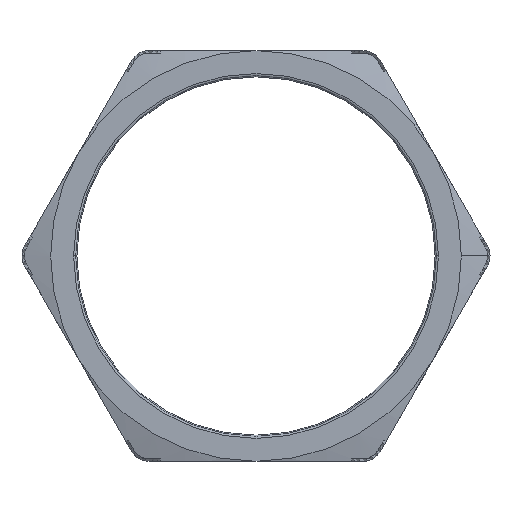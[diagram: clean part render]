
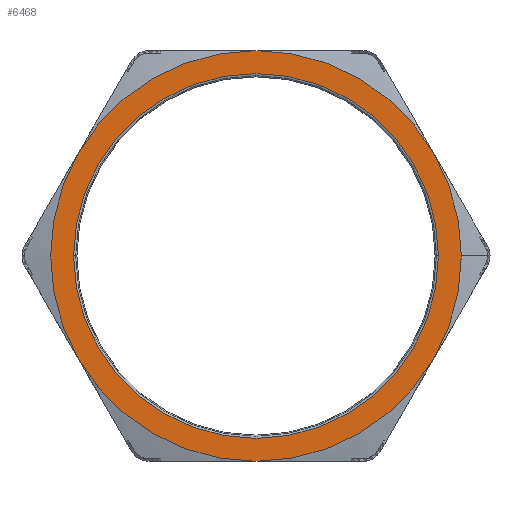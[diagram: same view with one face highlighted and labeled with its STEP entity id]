
A CAD part, top view. The second image highlights one B-rep face of the part: STEP entity #6468.
In plain terms, the highlighted planar face has unit normal (0, 0, 1).
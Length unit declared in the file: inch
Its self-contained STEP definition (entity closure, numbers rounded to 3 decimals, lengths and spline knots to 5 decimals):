
#8 = ORIENTED_EDGE ( 'NONE', *, *, #2024, .F. ) ;
#9 = EDGE_CURVE ( 'NONE', #1959, #63, #2313, .T. ) ;
#10 = ORIENTED_EDGE ( 'NONE', *, *, #9, .T. ) ;
#63 = VERTEX_POINT ( 'NONE', #2464 ) ;
#1873 = EDGE_CURVE ( 'NONE', #1889, #1874, #5436, .T. ) ;
#1874 = VERTEX_POINT ( 'NONE', #5431 ) ;
#1889 = VERTEX_POINT ( 'NONE', #5468 ) ;
#1959 = VERTEX_POINT ( 'NONE', #5586 ) ;
#1960 = VERTEX_POINT ( 'NONE', #5585 ) ;
#2024 = EDGE_CURVE ( 'NONE', #1959, #1960, #5753, .T. ) ;
#2119 = VERTEX_POINT ( 'NONE', #5913 ) ;
#2136 = VERTEX_POINT ( 'NONE', #5945 ) ;
#2190 = VERTEX_POINT ( 'NONE', #6069 ) ;
#2293 = VERTEX_POINT ( 'NONE', #6238 ) ;
#2309 = DIRECTION ( 'NONE',  ( 1., 0., 0. ) ) ;
#2310 = DIRECTION ( 'NONE',  ( 0., 0., 1. ) ) ;
#2311 = CARTESIAN_POINT ( 'NONE',  ( 0., 0., 0.12 ) ) ;
#2312 = AXIS2_PLACEMENT_3D ( 'NONE', #2311, #2310, #2309 ) ;
#2313 = CIRCLE ( 'NONE', #2312, 0.51 ) ;
#2464 = CARTESIAN_POINT ( 'NONE',  ( 0., 0.51, 0.12 ) ) ;
#5431 = CARTESIAN_POINT ( 'NONE',  ( 0.453, 0., 0.12 ) ) ;
#5432 = DIRECTION ( 'NONE',  ( -1., 0., 0. ) ) ;
#5433 = DIRECTION ( 'NONE',  ( 0., 0., -1. ) ) ;
#5434 = CARTESIAN_POINT ( 'NONE',  ( 0., 0., 0.12 ) ) ;
#5435 = AXIS2_PLACEMENT_3D ( 'NONE', #5434, #5433, #5432 ) ;
#5436 = CIRCLE ( 'NONE', #5435, 0.453 ) ;
#5468 = CARTESIAN_POINT ( 'NONE',  ( -0.453, 0., 0.12 ) ) ;
#5585 = CARTESIAN_POINT ( 'NONE',  ( 0.51, 0., 0.12 ) ) ;
#5586 = CARTESIAN_POINT ( 'NONE',  ( 0.44167, 0.255, 0.12 ) ) ;
#5706 = CARTESIAN_POINT ( 'NONE',  ( 0., 0., 0.12 ) ) ;
#5750 = DIRECTION ( 'NONE',  ( -1., 0., 0. ) ) ;
#5751 = DIRECTION ( 'NONE',  ( 0., 0., -1. ) ) ;
#5752 = AXIS2_PLACEMENT_3D ( 'NONE', #5706, #5751, #5750 ) ;
#5753 = CIRCLE ( 'NONE', #5752, 0.51 ) ;
#5913 = CARTESIAN_POINT ( 'NONE',  ( 0., -0.51, 0.12 ) ) ;
#5945 = CARTESIAN_POINT ( 'NONE',  ( -0.44167, -0.255, 0.12 ) ) ;
#6069 = CARTESIAN_POINT ( 'NONE',  ( -0.44167, 0.255, 0.12 ) ) ;
#6238 = CARTESIAN_POINT ( 'NONE',  ( 0.44167, -0.255, 0.12 ) ) ;
#6286 = DIRECTION ( 'NONE',  ( -1., 0., 0. ) ) ;
#6287 = DIRECTION ( 'NONE',  ( 0., 0., -1. ) ) ;
#6288 = AXIS2_PLACEMENT_3D ( 'NONE', #6300, #6287, #6286 ) ;
#6299 = PLANE ( 'NONE',  #6288 ) ;
#6300 = CARTESIAN_POINT ( 'NONE',  ( -0.29445, 0.51, 0.12 ) ) ;
#6302 = FACE_OUTER_BOUND ( 'NONE', #6489, .T. ) ;
#6303 = FACE_BOUND ( 'NONE', #6467, .T. ) ;
#6322 = CIRCLE ( 'NONE', #6368, 0.51 ) ;
#6323 = DIRECTION ( 'NONE',  ( -1., 0., 0. ) ) ;
#6324 = DIRECTION ( 'NONE',  ( 0., 0., -1. ) ) ;
#6325 = CARTESIAN_POINT ( 'NONE',  ( 0., 0., 0.12 ) ) ;
#6326 = AXIS2_PLACEMENT_3D ( 'NONE', #6325, #6324, #6323 ) ;
#6327 = CIRCLE ( 'NONE', #6326, 0.51 ) ;
#6328 = DIRECTION ( 'NONE',  ( -1., 0., 0. ) ) ;
#6329 = DIRECTION ( 'NONE',  ( 0., 0., -1. ) ) ;
#6330 = CARTESIAN_POINT ( 'NONE',  ( 0., 0., 0.12 ) ) ;
#6331 = AXIS2_PLACEMENT_3D ( 'NONE', #6330, #6329, #6328 ) ;
#6332 = CIRCLE ( 'NONE', #6331, 0.51 ) ;
#6350 = DIRECTION ( 'NONE',  ( -1., 0., 0. ) ) ;
#6351 = DIRECTION ( 'NONE',  ( 0., 0., -1. ) ) ;
#6352 = CARTESIAN_POINT ( 'NONE',  ( 0., 0., 0.12 ) ) ;
#6353 = AXIS2_PLACEMENT_3D ( 'NONE', #6352, #6351, #6350 ) ;
#6354 = CIRCLE ( 'NONE', #6353, 0.453 ) ;
#6355 = DIRECTION ( 'NONE',  ( -1., 0., 0. ) ) ;
#6356 = DIRECTION ( 'NONE',  ( 0., 0., -1. ) ) ;
#6357 = CARTESIAN_POINT ( 'NONE',  ( 0., 0., 0.12 ) ) ;
#6358 = AXIS2_PLACEMENT_3D ( 'NONE', #6357, #6356, #6355 ) ;
#6359 = CIRCLE ( 'NONE', #6358, 0.51 ) ;
#6360 = DIRECTION ( 'NONE',  ( -1., 0., 0. ) ) ;
#6361 = DIRECTION ( 'NONE',  ( 0., 0., -1. ) ) ;
#6362 = CARTESIAN_POINT ( 'NONE',  ( 0., 0., 0.12 ) ) ;
#6363 = AXIS2_PLACEMENT_3D ( 'NONE', #6362, #6361, #6360 ) ;
#6364 = CIRCLE ( 'NONE', #6363, 0.51 ) ;
#6365 = DIRECTION ( 'NONE',  ( -1., 0., 0. ) ) ;
#6366 = DIRECTION ( 'NONE',  ( 0., 0., -1. ) ) ;
#6367 = CARTESIAN_POINT ( 'NONE',  ( 0., 0., 0.12 ) ) ;
#6368 = AXIS2_PLACEMENT_3D ( 'NONE', #6367, #6366, #6365 ) ;
#6465 = ORIENTED_EDGE ( 'NONE', *, *, #1873, .T. ) ;
#6467 = EDGE_LOOP ( 'NONE', ( #6465, #6492 ) ) ;
#6468 = ADVANCED_FACE ( 'NONE', ( #6303, #6302 ), #6299, .F. ) ;
#6473 = ORIENTED_EDGE ( 'NONE', *, *, #6484, .F. ) ;
#6481 = ORIENTED_EDGE ( 'NONE', *, *, #6486, .F. ) ;
#6482 = EDGE_CURVE ( 'NONE', #1960, #2293, #6332, .T. ) ;
#6483 = ORIENTED_EDGE ( 'NONE', *, *, #6482, .F. ) ;
#6484 = EDGE_CURVE ( 'NONE', #2293, #2119, #6327, .T. ) ;
#6485 = EDGE_CURVE ( 'NONE', #2119, #2136, #6322, .T. ) ;
#6486 = EDGE_CURVE ( 'NONE', #2136, #2190, #6364, .T. ) ;
#6487 = ORIENTED_EDGE ( 'NONE', *, *, #6485, .F. ) ;
#6488 = EDGE_CURVE ( 'NONE', #2190, #63, #6359, .T. ) ;
#6489 = EDGE_LOOP ( 'NONE', ( #6490, #6481, #6487, #6473, #6483, #8, #10 ) ) ;
#6490 = ORIENTED_EDGE ( 'NONE', *, *, #6488, .F. ) ;
#6491 = EDGE_CURVE ( 'NONE', #1874, #1889, #6354, .T. ) ;
#6492 = ORIENTED_EDGE ( 'NONE', *, *, #6491, .T. ) ;
